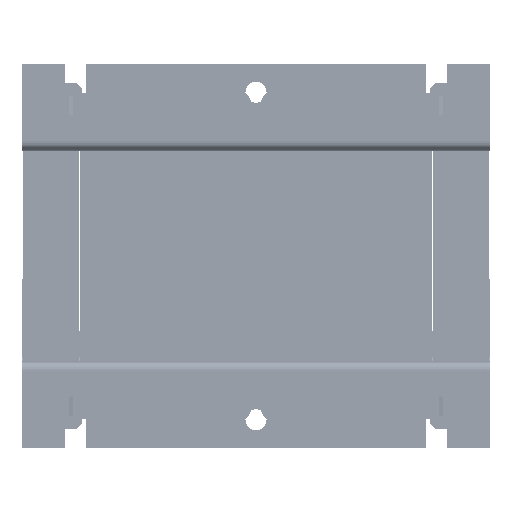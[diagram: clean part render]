
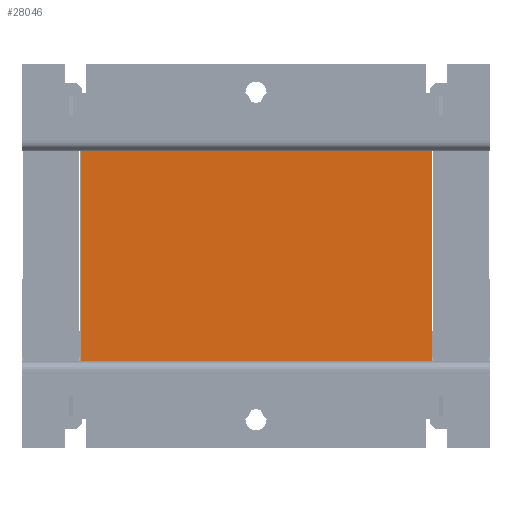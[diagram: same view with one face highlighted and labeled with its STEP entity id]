
A CAD part, front view. The second image highlights one B-rep face of the part: STEP entity #28046.
In plain terms, the highlighted planar face has unit normal (0, -1, 0).
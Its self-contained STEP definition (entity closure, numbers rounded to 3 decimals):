
#2123=FACE_OUTER_BOUND('',#3547,.T.);
#3547=EDGE_LOOP('',(#19279,#19280,#19281,#19282));
#5100=LINE('',#39609,#8544);
#5108=LINE('',#39633,#8552);
#5110=LINE('',#39637,#8554);
#5111=LINE('',#39638,#8555);
#8544=VECTOR('',#31760,10.);
#8552=VECTOR('',#31778,10.);
#8554=VECTOR('',#31782,10.);
#8555=VECTOR('',#31783,10.);
#11987=VERTEX_POINT('',#39605);
#11989=VERTEX_POINT('',#39608);
#12000=VERTEX_POINT('',#39631);
#12001=VERTEX_POINT('',#39636);
#14954=EDGE_CURVE('',#11989,#11987,#5100,.T.);
#14966=EDGE_CURVE('',#11987,#12000,#5108,.T.);
#14968=EDGE_CURVE('',#12000,#12001,#5110,.T.);
#14969=EDGE_CURVE('',#12001,#11989,#5111,.T.);
#19279=ORIENTED_EDGE('',*,*,#14968,.T.);
#19280=ORIENTED_EDGE('',*,*,#14969,.T.);
#19281=ORIENTED_EDGE('',*,*,#14954,.T.);
#19282=ORIENTED_EDGE('',*,*,#14966,.T.);
#26977=PLANE('',#29560);
#28046=ADVANCED_FACE('',(#2123),#26977,.T.);
#29560=AXIS2_PLACEMENT_3D('',#39635,#31780,#31781);
#31760=DIRECTION('',(1.,0.,0.));
#31778=DIRECTION('',(0.,0.,1.));
#31780=DIRECTION('center_axis',(0.,-1.,0.));
#31781=DIRECTION('ref_axis',(0.,0.,-1.));
#31782=DIRECTION('',(-1.,0.,0.));
#31783=DIRECTION('',(0.,0.,-1.));
#39605=CARTESIAN_POINT('',(75.,-125.,-45.));
#39608=CARTESIAN_POINT('',(-75.,-125.,-45.));
#39609=CARTESIAN_POINT('',(-75.,-125.,-45.));
#39631=CARTESIAN_POINT('',(75.,-125.,45.));
#39633=CARTESIAN_POINT('',(75.,-125.,0.));
#39635=CARTESIAN_POINT('Origin',(75.,-125.,0.));
#39636=CARTESIAN_POINT('',(-75.,-125.,45.));
#39637=CARTESIAN_POINT('',(-75.,-125.,45.));
#39638=CARTESIAN_POINT('',(-75.,-125.,0.));
